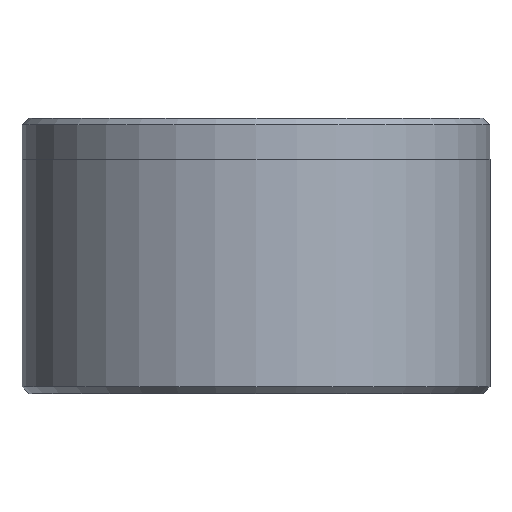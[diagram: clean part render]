
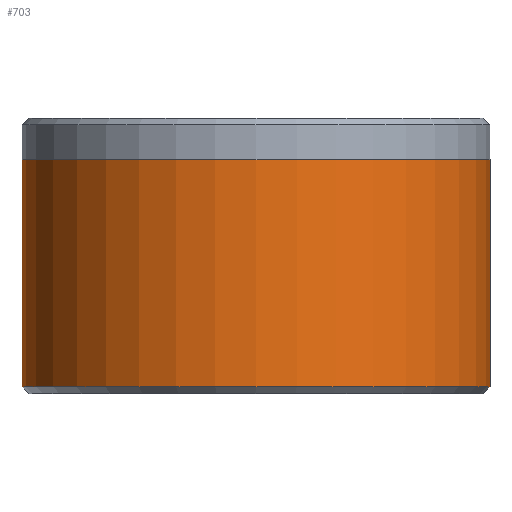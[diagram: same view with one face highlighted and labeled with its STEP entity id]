
A CAD part, front view. The second image highlights one B-rep face of the part: STEP entity #703.
In plain terms, the highlighted cylindrical face has radius 17 mm (diameter 34 mm), a partial arc.
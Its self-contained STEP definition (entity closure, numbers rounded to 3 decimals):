
#21 = CARTESIAN_POINT ( 'NONE',  ( 17., 0., 0.5 ) ) ;
#53 = CIRCLE ( 'NONE', #657, 17. ) ;
#290 = ORIENTED_EDGE ( 'NONE', *, *, #1487, .F. ) ;
#310 = CYLINDRICAL_SURFACE ( 'NONE', #469, 17. ) ;
#374 = VECTOR ( 'NONE', #773, 1000. ) ;
#431 = CARTESIAN_POINT ( 'NONE',  ( -17., 0., 20. ) ) ;
#447 = CARTESIAN_POINT ( 'NONE',  ( 0., 0., 17. ) ) ;
#466 = CARTESIAN_POINT ( 'NONE',  ( -17., 0., 0.5 ) ) ;
#469 = AXIS2_PLACEMENT_3D ( 'NONE', #1527, #1533, #1234 ) ;
#486 = CARTESIAN_POINT ( 'NONE',  ( 0., 0., 0.5 ) ) ;
#501 = ORIENTED_EDGE ( 'NONE', *, *, #1385, .T. ) ;
#514 = VERTEX_POINT ( 'NONE', #1119 ) ;
#609 = DIRECTION ( 'NONE',  ( 1., 0., 0. ) ) ;
#646 = DIRECTION ( 'NONE',  ( 1., 0., 0. ) ) ;
#657 = AXIS2_PLACEMENT_3D ( 'NONE', #447, #1536, #609 ) ;
#703 = ADVANCED_FACE ( 'NONE', ( #707 ), #310, .T. ) ;
#707 = FACE_OUTER_BOUND ( 'NONE', #1784, .T. ) ;
#773 = DIRECTION ( 'NONE',  ( 0., 0., -1. ) ) ;
#872 = VECTOR ( 'NONE', #1955, 1000. ) ;
#873 = CIRCLE ( 'NONE', #1712, 17. ) ;
#995 = EDGE_CURVE ( 'NONE', #1813, #1016, #873, .T. ) ;
#1016 = VERTEX_POINT ( 'NONE', #21 ) ;
#1119 = CARTESIAN_POINT ( 'NONE',  ( -17., 0., 17. ) ) ;
#1206 = LINE ( 'NONE', #1696, #374 ) ;
#1214 = VERTEX_POINT ( 'NONE', #1471 ) ;
#1234 = DIRECTION ( 'NONE',  ( -1., 0., 0. ) ) ;
#1267 = ORIENTED_EDGE ( 'NONE', *, *, #995, .T. ) ;
#1302 = LINE ( 'NONE', #431, #872 ) ;
#1337 = ORIENTED_EDGE ( 'NONE', *, *, #1449, .F. ) ;
#1385 = EDGE_CURVE ( 'NONE', #514, #1813, #1302, .T. ) ;
#1449 = EDGE_CURVE ( 'NONE', #514, #1214, #53, .T. ) ;
#1471 = CARTESIAN_POINT ( 'NONE',  ( 17., 0., 17. ) ) ;
#1487 = EDGE_CURVE ( 'NONE', #1214, #1016, #1206, .T. ) ;
#1527 = CARTESIAN_POINT ( 'NONE',  ( 0., 0., 20. ) ) ;
#1533 = DIRECTION ( 'NONE',  ( 0., 0., -1. ) ) ;
#1536 = DIRECTION ( 'NONE',  ( 0., 0., 1. ) ) ;
#1574 = DIRECTION ( 'NONE',  ( 0., 0., 1. ) ) ;
#1696 = CARTESIAN_POINT ( 'NONE',  ( 17., 0., 20. ) ) ;
#1712 = AXIS2_PLACEMENT_3D ( 'NONE', #486, #1574, #646 ) ;
#1784 = EDGE_LOOP ( 'NONE', ( #290, #1337, #501, #1267 ) ) ;
#1813 = VERTEX_POINT ( 'NONE', #466 ) ;
#1955 = DIRECTION ( 'NONE',  ( 0., 0., -1. ) ) ;
